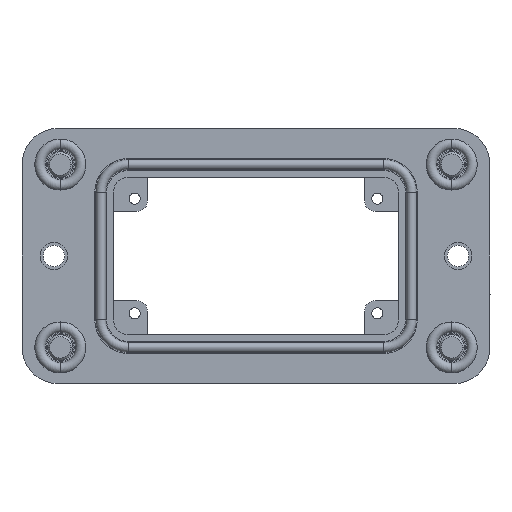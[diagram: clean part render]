
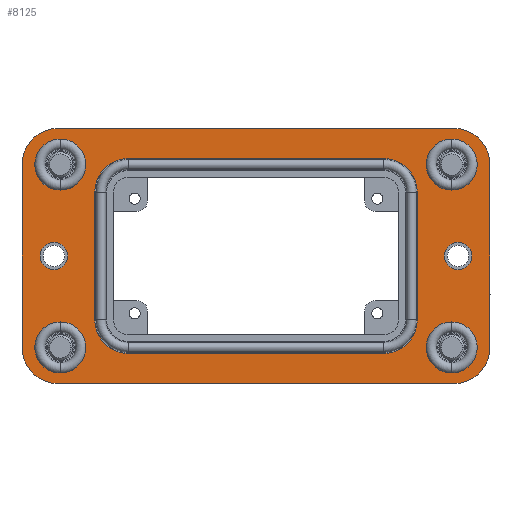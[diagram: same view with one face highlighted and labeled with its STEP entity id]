
A CAD part, front view. The second image highlights one B-rep face of the part: STEP entity #8125.
In plain terms, the highlighted planar face has unit normal (0, -1, 0).
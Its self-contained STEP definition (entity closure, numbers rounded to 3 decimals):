
#1132=CARTESIAN_POINT('',(46.5,-8.,-21.5));
#1133=DIRECTION('',(0.,1.,0.));
#1134=DIRECTION('',(1.,0.,0.));
#1135=AXIS2_PLACEMENT_3D('',#1132,#1133,#1134);
#1137=DIRECTION('',(-1.,0.,0.));
#1138=VECTOR('',#1137,93.);
#1139=CARTESIAN_POINT('',(46.5,-8.,-30.));
#1140=LINE('',#1139,#1138);
#1141=CARTESIAN_POINT('',(-46.5,-8.,-21.5));
#1142=DIRECTION('',(0.,1.,0.));
#1143=DIRECTION('',(0.,0.,-1.));
#1144=AXIS2_PLACEMENT_3D('',#1141,#1142,#1143);
#1146=DIRECTION('',(0.,0.,1.));
#1147=VECTOR('',#1146,43.);
#1148=CARTESIAN_POINT('',(-55.,-8.,-21.5));
#1149=LINE('',#1148,#1147);
#1150=CARTESIAN_POINT('',(-46.5,-8.,21.5));
#1151=DIRECTION('',(0.,1.,0.));
#1152=DIRECTION('',(-1.,0.,0.));
#1153=AXIS2_PLACEMENT_3D('',#1150,#1151,#1152);
#1155=DIRECTION('',(1.,0.,0.));
#1156=VECTOR('',#1155,93.);
#1157=CARTESIAN_POINT('',(-46.5,-8.,30.));
#1158=LINE('',#1157,#1156);
#1159=CARTESIAN_POINT('',(46.5,-8.,21.5));
#1160=DIRECTION('',(0.,1.,0.));
#1161=DIRECTION('',(0.,0.,1.));
#1162=AXIS2_PLACEMENT_3D('',#1159,#1160,#1161);
#1164=DIRECTION('',(0.,0.,-1.));
#1165=VECTOR('',#1164,43.);
#1166=CARTESIAN_POINT('',(55.,-8.,21.5));
#1167=LINE('',#1166,#1165);
#1168=CARTESIAN_POINT('',(-46.,-8.,21.5));
#1169=DIRECTION('',(0.,-1.,0.));
#1170=DIRECTION('',(0.,0.,-1.));
#1171=AXIS2_PLACEMENT_3D('',#1168,#1169,#1170);
#1173=CARTESIAN_POINT('',(-46.,-8.,21.5));
#1174=DIRECTION('',(0.,-1.,0.));
#1175=DIRECTION('',(0.,0.,1.));
#1176=AXIS2_PLACEMENT_3D('',#1173,#1174,#1175);
#1178=CARTESIAN_POINT('',(-46.,-8.,-21.5));
#1179=DIRECTION('',(0.,-1.,0.));
#1180=DIRECTION('',(0.,0.,-1.));
#1181=AXIS2_PLACEMENT_3D('',#1178,#1179,#1180);
#1183=CARTESIAN_POINT('',(-46.,-8.,-21.5));
#1184=DIRECTION('',(0.,-1.,0.));
#1185=DIRECTION('',(0.,0.,1.));
#1186=AXIS2_PLACEMENT_3D('',#1183,#1184,#1185);
#1188=CARTESIAN_POINT('',(46.,-8.,21.5));
#1189=DIRECTION('',(0.,-1.,0.));
#1190=DIRECTION('',(0.,0.,-1.));
#1191=AXIS2_PLACEMENT_3D('',#1188,#1189,#1190);
#1193=CARTESIAN_POINT('',(46.,-8.,21.5));
#1194=DIRECTION('',(0.,-1.,0.));
#1195=DIRECTION('',(0.,0.,1.));
#1196=AXIS2_PLACEMENT_3D('',#1193,#1194,#1195);
#1198=CARTESIAN_POINT('',(46.,-8.,-21.5));
#1199=DIRECTION('',(0.,-1.,0.));
#1200=DIRECTION('',(0.,0.,-1.));
#1201=AXIS2_PLACEMENT_3D('',#1198,#1199,#1200);
#1203=CARTESIAN_POINT('',(46.,-8.,-21.5));
#1204=DIRECTION('',(0.,-1.,0.));
#1205=DIRECTION('',(0.,0.,1.));
#1206=AXIS2_PLACEMENT_3D('',#1203,#1204,#1205);
#1208=CARTESIAN_POINT('',(47.5,-8.,0.));
#1209=DIRECTION('',(0.,-1.,0.));
#1210=DIRECTION('',(0.,0.,-1.));
#1211=AXIS2_PLACEMENT_3D('',#1208,#1209,#1210);
#1213=CARTESIAN_POINT('',(47.5,-8.,0.));
#1214=DIRECTION('',(0.,-1.,0.));
#1215=DIRECTION('',(0.,0.,1.));
#1216=AXIS2_PLACEMENT_3D('',#1213,#1214,#1215);
#1218=CARTESIAN_POINT('',(-47.5,-8.,0.));
#1219=DIRECTION('',(0.,-1.,0.));
#1220=DIRECTION('',(0.,0.,1.));
#1221=AXIS2_PLACEMENT_3D('',#1218,#1219,#1220);
#1223=CARTESIAN_POINT('',(-47.5,-8.,0.));
#1224=DIRECTION('',(0.,-1.,0.));
#1225=DIRECTION('',(0.,0.,-1.));
#1226=AXIS2_PLACEMENT_3D('',#1223,#1224,#1225);
#1228=DIRECTION('',(0.,0.,-1.));
#1229=VECTOR('',#1228,30.);
#1230=CARTESIAN_POINT('',(-37.9,-8.,15.));
#1231=LINE('',#1230,#1229);
#1232=CARTESIAN_POINT('',(-30.,-8.,-15.));
#1233=DIRECTION('',(0.,-1.,0.));
#1234=DIRECTION('',(-1.,0.,0.));
#1235=AXIS2_PLACEMENT_3D('',#1232,#1233,#1234);
#1237=DIRECTION('',(1.,0.,0.));
#1238=VECTOR('',#1237,60.);
#1239=CARTESIAN_POINT('',(-30.,-8.,-22.9));
#1240=LINE('',#1239,#1238);
#1241=CARTESIAN_POINT('',(30.,-8.,-15.));
#1242=DIRECTION('',(0.,-1.,0.));
#1243=DIRECTION('',(0.,0.,-1.));
#1244=AXIS2_PLACEMENT_3D('',#1241,#1242,#1243);
#1246=DIRECTION('',(0.,0.,1.));
#1247=VECTOR('',#1246,30.);
#1248=CARTESIAN_POINT('',(37.9,-8.,-15.));
#1249=LINE('',#1248,#1247);
#1250=CARTESIAN_POINT('',(30.,-8.,15.));
#1251=DIRECTION('',(0.,-1.,0.));
#1252=DIRECTION('',(1.,0.,0.));
#1253=AXIS2_PLACEMENT_3D('',#1250,#1251,#1252);
#1255=DIRECTION('',(-1.,0.,0.));
#1256=VECTOR('',#1255,60.);
#1257=CARTESIAN_POINT('',(30.,-8.,22.9));
#1258=LINE('',#1257,#1256);
#1259=CARTESIAN_POINT('',(-30.,-8.,15.));
#1260=DIRECTION('',(0.,-1.,0.));
#1261=DIRECTION('',(0.,0.,1.));
#1262=AXIS2_PLACEMENT_3D('',#1259,#1260,#1261);
#5349=CARTESIAN_POINT('',(-46.,-8.,-27.5));
#5350=VERTEX_POINT('',#5349);
#5351=CARTESIAN_POINT('',(-46.,-8.,-15.5));
#5352=VERTEX_POINT('',#5351);
#5353=CARTESIAN_POINT('',(55.,-8.,-21.5));
#5354=CARTESIAN_POINT('',(46.5,-8.,-30.));
#5355=VERTEX_POINT('',#5353);
#5356=VERTEX_POINT('',#5354);
#5357=CARTESIAN_POINT('',(-46.5,-8.,-30.));
#5358=VERTEX_POINT('',#5357);
#5359=CARTESIAN_POINT('',(-55.,-8.,-21.5));
#5360=VERTEX_POINT('',#5359);
#5361=CARTESIAN_POINT('',(-55.,-8.,21.5));
#5362=VERTEX_POINT('',#5361);
#5363=CARTESIAN_POINT('',(-46.5,-8.,30.));
#5364=VERTEX_POINT('',#5363);
#5365=CARTESIAN_POINT('',(46.5,-8.,30.));
#5366=VERTEX_POINT('',#5365);
#5367=CARTESIAN_POINT('',(55.,-8.,21.5));
#5368=VERTEX_POINT('',#5367);
#5369=CARTESIAN_POINT('',(-46.,-8.,15.5));
#5370=CARTESIAN_POINT('',(-46.,-8.,27.5));
#5371=VERTEX_POINT('',#5369);
#5372=VERTEX_POINT('',#5370);
#5373=CARTESIAN_POINT('',(46.,-8.,15.5));
#5374=CARTESIAN_POINT('',(46.,-8.,27.5));
#5375=VERTEX_POINT('',#5373);
#5376=VERTEX_POINT('',#5374);
#5377=CARTESIAN_POINT('',(46.,-8.,-27.5));
#5378=CARTESIAN_POINT('',(46.,-8.,-15.5));
#5379=VERTEX_POINT('',#5377);
#5380=VERTEX_POINT('',#5378);
#5381=CARTESIAN_POINT('',(47.5,-8.,-3.25));
#5382=CARTESIAN_POINT('',(47.5,-8.,3.25));
#5383=VERTEX_POINT('',#5381);
#5384=VERTEX_POINT('',#5382);
#5385=CARTESIAN_POINT('',(-47.5,-8.,3.25));
#5386=CARTESIAN_POINT('',(-47.5,-8.,-3.25));
#5387=VERTEX_POINT('',#5385);
#5388=VERTEX_POINT('',#5386);
#5389=CARTESIAN_POINT('',(-37.9,-8.,15.));
#5390=CARTESIAN_POINT('',(-37.9,-8.,-15.));
#5391=VERTEX_POINT('',#5389);
#5392=VERTEX_POINT('',#5390);
#5393=CARTESIAN_POINT('',(-30.,-8.,-22.9));
#5394=VERTEX_POINT('',#5393);
#5395=CARTESIAN_POINT('',(30.,-8.,-22.9));
#5396=VERTEX_POINT('',#5395);
#5397=CARTESIAN_POINT('',(37.9,-8.,-15.));
#5398=VERTEX_POINT('',#5397);
#5399=CARTESIAN_POINT('',(37.9,-8.,15.));
#5400=VERTEX_POINT('',#5399);
#5401=CARTESIAN_POINT('',(30.,-8.,22.9));
#5402=VERTEX_POINT('',#5401);
#5403=CARTESIAN_POINT('',(-30.,-8.,22.9));
#5404=VERTEX_POINT('',#5403);
#8055=CARTESIAN_POINT('',(0.,-8.,0.));
#8056=DIRECTION('',(0.,1.,0.));
#8057=DIRECTION('',(0.,0.,1.));
#8058=AXIS2_PLACEMENT_3D('',#8055,#8056,#8057);
#8059=PLANE('',#8058);
#8061=ORIENTED_EDGE('',*,*,#8060,.T.);
#8062=ORIENTED_EDGE('',*,*,#8046,.T.);
#8063=ORIENTED_EDGE('',*,*,#8036,.T.);
#8064=ORIENTED_EDGE('',*,*,#7470,.T.);
#8065=ORIENTED_EDGE('',*,*,#7555,.T.);
#8066=ORIENTED_EDGE('',*,*,#7568,.T.);
#8067=ORIENTED_EDGE('',*,*,#7583,.T.);
#8068=ORIENTED_EDGE('',*,*,#7601,.T.);
#8069=EDGE_LOOP('',(#8061,#8062,#8063,#8064,#8065,#8066,#8067,#8068));
#8070=FACE_OUTER_BOUND('',#8069,.F.);
#8072=ORIENTED_EDGE('',*,*,#8071,.T.);
#8074=ORIENTED_EDGE('',*,*,#8073,.T.);
#8075=EDGE_LOOP('',(#8072,#8074));
#8076=FACE_BOUND('',#8075,.F.);
#8078=ORIENTED_EDGE('',*,*,#8077,.T.);
#8080=ORIENTED_EDGE('',*,*,#8079,.T.);
#8081=EDGE_LOOP('',(#8078,#8080));
#8082=FACE_BOUND('',#8081,.F.);
#8084=ORIENTED_EDGE('',*,*,#8083,.T.);
#8086=ORIENTED_EDGE('',*,*,#8085,.T.);
#8087=EDGE_LOOP('',(#8084,#8086));
#8088=FACE_BOUND('',#8087,.F.);
#8090=ORIENTED_EDGE('',*,*,#8089,.T.);
#8092=ORIENTED_EDGE('',*,*,#8091,.T.);
#8093=EDGE_LOOP('',(#8090,#8092));
#8094=FACE_BOUND('',#8093,.F.);
#8096=ORIENTED_EDGE('',*,*,#8095,.T.);
#8098=ORIENTED_EDGE('',*,*,#8097,.T.);
#8099=EDGE_LOOP('',(#8096,#8098));
#8100=FACE_BOUND('',#8099,.F.);
#8102=ORIENTED_EDGE('',*,*,#8101,.T.);
#8104=ORIENTED_EDGE('',*,*,#8103,.T.);
#8105=EDGE_LOOP('',(#8102,#8104));
#8106=FACE_BOUND('',#8105,.F.);
#8108=ORIENTED_EDGE('',*,*,#8107,.T.);
#8110=ORIENTED_EDGE('',*,*,#8109,.T.);
#8112=ORIENTED_EDGE('',*,*,#8111,.T.);
#8114=ORIENTED_EDGE('',*,*,#8113,.T.);
#8116=ORIENTED_EDGE('',*,*,#8115,.T.);
#8118=ORIENTED_EDGE('',*,*,#8117,.T.);
#8120=ORIENTED_EDGE('',*,*,#8119,.T.);
#8122=ORIENTED_EDGE('',*,*,#8121,.T.);
#8123=EDGE_LOOP('',(#8108,#8110,#8112,#8114,#8116,#8118,#8120,#8122));
#8124=FACE_BOUND('',#8123,.F.);
#8125=ADVANCED_FACE('',(#8070,#8076,#8082,#8088,#8094,#8100,#8106,#8124),#8059,
.F.);
#1136=CIRCLE('',#1135,8.5);
#1145=CIRCLE('',#1144,8.5);
#1154=CIRCLE('',#1153,8.5);
#1163=CIRCLE('',#1162,8.5);
#1172=CIRCLE('',#1171,6.);
#1177=CIRCLE('',#1176,6.);
#1182=CIRCLE('',#1181,6.);
#1187=CIRCLE('',#1186,6.);
#1192=CIRCLE('',#1191,6.);
#1197=CIRCLE('',#1196,6.);
#1202=CIRCLE('',#1201,6.);
#1207=CIRCLE('',#1206,6.);
#1212=CIRCLE('',#1211,3.25);
#1217=CIRCLE('',#1216,3.25);
#1222=CIRCLE('',#1221,3.25);
#1227=CIRCLE('',#1226,3.25);
#1236=CIRCLE('',#1235,7.9);
#1245=CIRCLE('',#1244,7.9);
#1254=CIRCLE('',#1253,7.9);
#1263=CIRCLE('',#1262,7.9);
#7470=EDGE_CURVE('',#5360,#5362,#1149,.T.);
#7555=EDGE_CURVE('',#5362,#5364,#1154,.T.);
#7568=EDGE_CURVE('',#5364,#5366,#1158,.T.);
#7583=EDGE_CURVE('',#5366,#5368,#1163,.T.);
#7601=EDGE_CURVE('',#5368,#5355,#1167,.T.);
#8036=EDGE_CURVE('',#5358,#5360,#1145,.T.);
#8046=EDGE_CURVE('',#5356,#5358,#1140,.T.);
#8060=EDGE_CURVE('',#5355,#5356,#1136,.T.);
#8071=EDGE_CURVE('',#5371,#5372,#1172,.T.);
#8073=EDGE_CURVE('',#5372,#5371,#1177,.T.);
#8077=EDGE_CURVE('',#5350,#5352,#1182,.T.);
#8079=EDGE_CURVE('',#5352,#5350,#1187,.T.);
#8083=EDGE_CURVE('',#5375,#5376,#1192,.T.);
#8085=EDGE_CURVE('',#5376,#5375,#1197,.T.);
#8089=EDGE_CURVE('',#5379,#5380,#1202,.T.);
#8091=EDGE_CURVE('',#5380,#5379,#1207,.T.);
#8095=EDGE_CURVE('',#5383,#5384,#1212,.T.);
#8097=EDGE_CURVE('',#5384,#5383,#1217,.T.);
#8101=EDGE_CURVE('',#5387,#5388,#1222,.T.);
#8103=EDGE_CURVE('',#5388,#5387,#1227,.T.);
#8107=EDGE_CURVE('',#5391,#5392,#1231,.T.);
#8109=EDGE_CURVE('',#5392,#5394,#1236,.T.);
#8111=EDGE_CURVE('',#5394,#5396,#1240,.T.);
#8113=EDGE_CURVE('',#5396,#5398,#1245,.T.);
#8115=EDGE_CURVE('',#5398,#5400,#1249,.T.);
#8117=EDGE_CURVE('',#5400,#5402,#1254,.T.);
#8119=EDGE_CURVE('',#5402,#5404,#1258,.T.);
#8121=EDGE_CURVE('',#5404,#5391,#1263,.T.);
